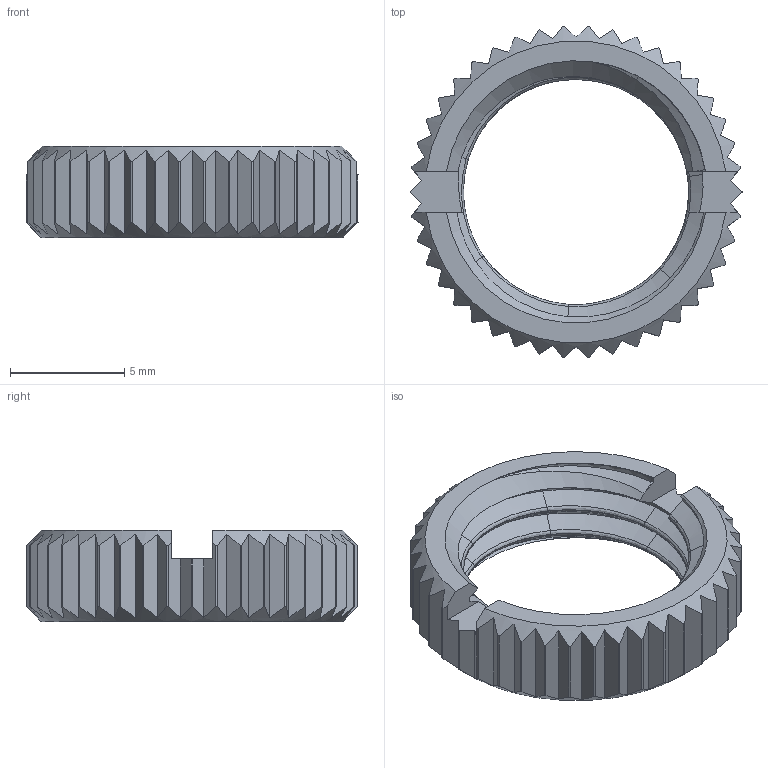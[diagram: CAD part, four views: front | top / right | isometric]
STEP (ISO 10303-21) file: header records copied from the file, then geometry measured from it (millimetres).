
FILE_DESCRIPTION(/* description */ (''),/* implementation_level */ '2;1');
FILE_NAME(/* name */ 'Neutrik NRJ-NUT-MK.step',/* time_stamp */ '2022-07-07T13:35:40-06:00',/* author */ (''),/* organization */ (''),/* preprocessor_version */ 'ST-DEVELOPER v19',/* originating_system */ 'Autodesk Translation Framework v11.7.0.108',/* authorisation */ '');
FILE_SCHEMA (('AUTOMOTIVE_DESIGN { 1 0 10303 214 3 1 1 }'));
Length unit declared in the file: millimetre
Products named in the file (1): Neutrik NRJ-NUT-MK
Bounding box: 14.55 x 14.51 x 4 mm (x, y, z)
Volume: 241.6 mm3; surface area: 542.1 mm2
Topology: 1 solids, 1 shells, 256 faces, 684 edges, 429 vertices
Faces by surface type: bspline 109, plane 93, cylinder 45, cone 9
Full cylindrical faces by diameter (mm): 9.88 x1
Entity records: 9746 total; most frequent: CARTESIAN_POINT 4568, ORIENTED_EDGE 1368, DIRECTION 695, EDGE_CURVE 684, VERTEX_POINT 429, AXIS2_PLACEMENT_3D 273, EDGE_LOOP 257, FACE_OUTER_BOUND 256
